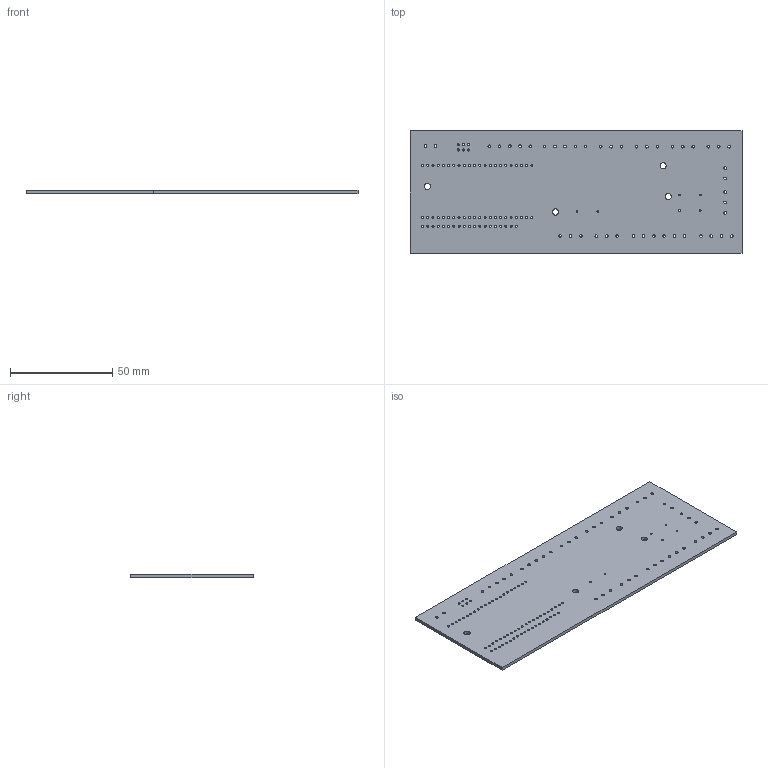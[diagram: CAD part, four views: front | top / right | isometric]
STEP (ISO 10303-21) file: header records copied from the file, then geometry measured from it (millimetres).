
FILE_DESCRIPTION(('KiCad electronic assembly'),'2;1');
FILE_NAME('esp_shield.step','2025-06-24T20:15:40',('Pcbnew'),('Kicad'), 'Open CASCADE STEP processor 7.6','KiCad to STEP converter','Unknown' );
FILE_SCHEMA(('AUTOMOTIVE_DESIGN { 1 0 10303 214 1 1 1 1 }'));
Length unit declared in the file: millimetre
Products named in the file (2): esp_shield 1; esp_shield PCB
Assembly tree (1 placements, depth 2):
  esp_shield 1
    esp_shield PCB
Bounding box: 162 x 60 x 1.6 mm (x, y, z)
Volume: 15319.7 mm3; surface area: 20585.3 mm2
Topology: 1 solids, 1 shells, 132 faces, 390 edges, 260 vertices
Faces by surface type: cylinder 124, plane 8
Full cylindrical faces by diameter (mm): 0.8 x6, 1 x69, 1.3 x45, 3 x4
Entity records: 10919 total; most frequent: CARTESIAN_POINT 3052, DIRECTION 1438, ORIENTED_EDGE 780, PCURVE 780, DEFINITIONAL_REPRESENTATION 780, LINE 674, VECTOR 674, EDGE_CURVE 390
